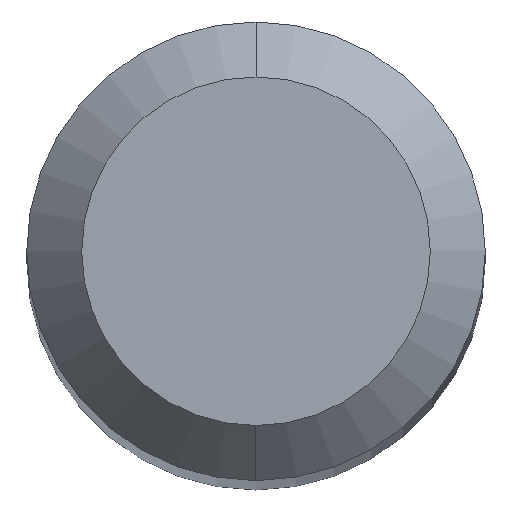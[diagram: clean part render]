
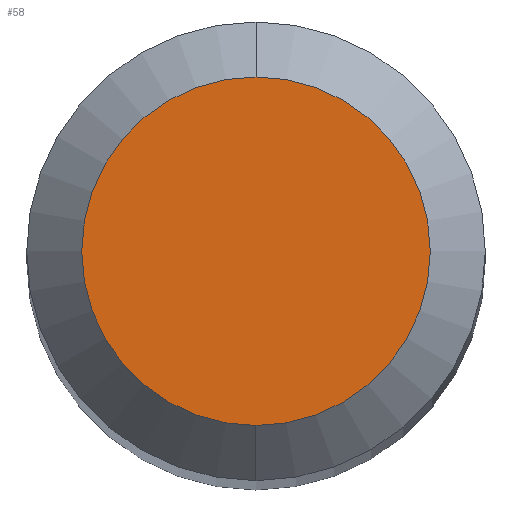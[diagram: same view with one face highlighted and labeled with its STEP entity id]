
A CAD part, top view. The second image highlights one B-rep face of the part: STEP entity #58.
In plain terms, the highlighted planar face has unit normal (0, 0, 1).
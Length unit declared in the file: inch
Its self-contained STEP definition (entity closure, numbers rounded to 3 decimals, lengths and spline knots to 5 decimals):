
#58 = ADVANCED_FACE ( 'NONE', ( #234 ), #144, .F. ) ;
#67 = AXIS2_PLACEMENT_3D ( 'NONE', #454, #88, #207 ) ;
#88 = DIRECTION ( 'NONE',  ( 0., 0., 1. ) ) ;
#144 = PLANE ( 'NONE',  #512 ) ;
#151 = DIRECTION ( 'NONE',  ( 0., -1., 0. ) ) ;
#201 = CARTESIAN_POINT ( 'NONE',  ( 0., 0., 0. ) ) ;
#207 = DIRECTION ( 'NONE',  ( 0., -1., 0. ) ) ;
#222 = CARTESIAN_POINT ( 'NONE',  ( 0., 0.0475, 0. ) ) ;
#226 = DIRECTION ( 'NONE',  ( 0., 0., -1. ) ) ;
#234 = FACE_OUTER_BOUND ( 'NONE', #324, .T. ) ;
#244 = DIRECTION ( 'NONE',  ( 0., 0., 1. ) ) ;
#252 = EDGE_CURVE ( 'NONE', #484, #464, #390, .T. ) ;
#282 = ORIENTED_EDGE ( 'NONE', *, *, #252, .T. ) ;
#296 = CARTESIAN_POINT ( 'NONE',  ( 0., 0.0475, 0. ) ) ;
#300 = ORIENTED_EDGE ( 'NONE', *, *, #400, .T. ) ;
#311 = CIRCLE ( 'NONE', #67, 0.0475 ) ;
#324 = EDGE_LOOP ( 'NONE', ( #282, #300 ) ) ;
#390 = CIRCLE ( 'NONE', #488, 0.0475 ) ;
#400 = EDGE_CURVE ( 'NONE', #464, #484, #311, .T. ) ;
#454 = CARTESIAN_POINT ( 'NONE',  ( 0., 0., 0. ) ) ;
#464 = VERTEX_POINT ( 'NONE', #465 ) ;
#465 = CARTESIAN_POINT ( 'NONE',  ( 0., -0.0475, 0. ) ) ;
#484 = VERTEX_POINT ( 'NONE', #296 ) ;
#488 = AXIS2_PLACEMENT_3D ( 'NONE', #201, #244, #151 ) ;
#501 = DIRECTION ( 'NONE',  ( 0., 1., 0. ) ) ;
#512 = AXIS2_PLACEMENT_3D ( 'NONE', #222, #226, #501 ) ;
